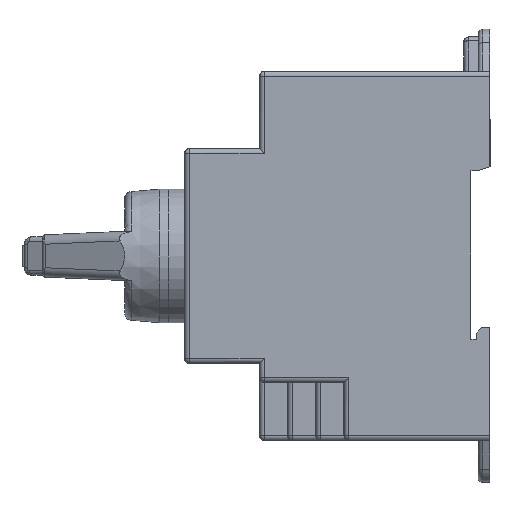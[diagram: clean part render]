
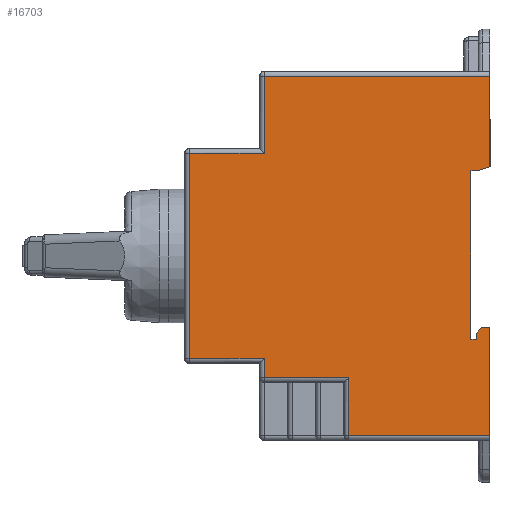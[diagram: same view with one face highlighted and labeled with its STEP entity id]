
A CAD part, left-side view. The second image highlights one B-rep face of the part: STEP entity #16703.
In plain terms, the highlighted planar face has unit normal (-1, 0, 0).
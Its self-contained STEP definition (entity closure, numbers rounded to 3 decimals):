
#175 = CARTESIAN_POINT ( 'NONE',  ( -30.25, 47.3, 37.7 ) ) ;
#229 = ORIENTED_EDGE ( 'NONE', *, *, #7464, .T. ) ;
#239 = VERTEX_POINT ( 'NONE', #4903 ) ;
#291 = CARTESIAN_POINT ( 'NONE',  ( -30.25, 2.9, -17.5 ) ) ;
#300 = DIRECTION ( 'NONE',  ( 0., 1., 0. ) ) ;
#304 = EDGE_CURVE ( 'NONE', #14207, #5930, #9248, .T. ) ;
#316 = DIRECTION ( 'NONE',  ( 0., -1., 0. ) ) ;
#371 = EDGE_CURVE ( 'NONE', #2489, #13598, #3913, .T. ) ;
#555 = DIRECTION ( 'NONE',  ( 0., 0., -1. ) ) ;
#593 = DIRECTION ( 'NONE',  ( 0., 0., -1. ) ) ;
#643 = CARTESIAN_POINT ( 'NONE',  ( -30.25, 4., 22.5 ) ) ;
#738 = VERTEX_POINT ( 'NONE', #15405 ) ;
#903 = VERTEX_POINT ( 'NONE', #16458 ) ;
#1027 = EDGE_LOOP ( 'NONE', ( #5096, #15775, #6897, #6258, #3531, #3093, #3300, #15061, #13738, #9676, #10937, #2976, #11084, #9635, #1828, #229, #13467, #15367 ) ) ;
#1134 = EDGE_CURVE ( 'NONE', #3149, #13598, #15590, .T. ) ;
#1377 = CARTESIAN_POINT ( 'NONE',  ( -30.25, 0., 18.7 ) ) ;
#1510 = EDGE_CURVE ( 'NONE', #16801, #11408, #8755, .T. ) ;
#1568 = LINE ( 'NONE', #5258, #7547 ) ;
#1828 = ORIENTED_EDGE ( 'NONE', *, *, #11465, .T. ) ;
#1871 = CARTESIAN_POINT ( 'NONE',  ( -30.25, 29.6, -25.5 ) ) ;
#1954 = VECTOR ( 'NONE', #4490, 1000. ) ;
#2216 = VERTEX_POINT ( 'NONE', #7783 ) ;
#2477 = VERTEX_POINT ( 'NONE', #7341 ) ;
#2489 = VERTEX_POINT ( 'NONE', #14756 ) ;
#2559 = CARTESIAN_POINT ( 'NONE',  ( -30.25, 29.6, -37.7 ) ) ;
#2592 = LINE ( 'NONE', #9802, #2815 ) ;
#2815 = VECTOR ( 'NONE', #11892, 1000. ) ;
#2976 = ORIENTED_EDGE ( 'NONE', *, *, #304, .T. ) ;
#3069 = CARTESIAN_POINT ( 'NONE',  ( -30.25, 48.3, 17.9 ) ) ;
#3071 = DIRECTION ( 'NONE',  ( 0., 1., 0. ) ) ;
#3093 = ORIENTED_EDGE ( 'NONE', *, *, #7964, .F. ) ;
#3127 = EDGE_CURVE ( 'NONE', #14207, #15417, #11250, .T. ) ;
#3149 = VERTEX_POINT ( 'NONE', #7207 ) ;
#3300 = ORIENTED_EDGE ( 'NONE', *, *, #1510, .F. ) ;
#3430 = VERTEX_POINT ( 'NONE', #1871 ) ;
#3531 = ORIENTED_EDGE ( 'NONE', *, *, #12663, .F. ) ;
#3565 = LINE ( 'NONE', #4484, #1954 ) ;
#3606 = DIRECTION ( 'NONE',  ( 0., -1., 0. ) ) ;
#3913 = LINE ( 'NONE', #10423, #9116 ) ;
#4484 = CARTESIAN_POINT ( 'NONE',  ( -30.25, 48.3, -15. ) ) ;
#4490 = DIRECTION ( 'NONE',  ( 0., -1., 0. ) ) ;
#4587 = VECTOR ( 'NONE', #3071, 1000. ) ;
#4903 = CARTESIAN_POINT ( 'NONE',  ( -30.25, 63., -21.5 ) ) ;
#4968 = EDGE_CURVE ( 'NONE', #8324, #8339, #15224, .T. ) ;
#5096 = ORIENTED_EDGE ( 'NONE', *, *, #16307, .T. ) ;
#5114 = VECTOR ( 'NONE', #6092, 1000. ) ;
#5129 = VECTOR ( 'NONE', #12307, 1000. ) ;
#5258 = CARTESIAN_POINT ( 'NONE',  ( -30.25, 30.6, -25.5 ) ) ;
#5317 = LINE ( 'NONE', #6352, #5114 ) ;
#5467 = VECTOR ( 'NONE', #14893, 1000. ) ;
#5723 = CARTESIAN_POINT ( 'NONE',  ( -30.25, 63., 21.5 ) ) ;
#5930 = VERTEX_POINT ( 'NONE', #175 ) ;
#5948 = CARTESIAN_POINT ( 'NONE',  ( -30.25, 47.3, 21.5 ) ) ;
#5970 = CARTESIAN_POINT ( 'NONE',  ( -30.25, 0., -37.7 ) ) ;
#6092 = DIRECTION ( 'NONE',  ( 0., 0., -1. ) ) ;
#6122 = VECTOR ( 'NONE', #3606, 1000. ) ;
#6258 = ORIENTED_EDGE ( 'NONE', *, *, #10945, .F. ) ;
#6352 = CARTESIAN_POINT ( 'NONE',  ( -30.25, 47.3, -25.5 ) ) ;
#6748 = LINE ( 'NONE', #13351, #7969 ) ;
#6897 = ORIENTED_EDGE ( 'NONE', *, *, #371, .F. ) ;
#7207 = CARTESIAN_POINT ( 'NONE',  ( -30.25, 29.6, -37.7 ) ) ;
#7341 = CARTESIAN_POINT ( 'NONE',  ( -30.25, 2.9, -16.2 ) ) ;
#7436 = CARTESIAN_POINT ( 'NONE',  ( -30.25, 0., 38.7 ) ) ;
#7464 = EDGE_CURVE ( 'NONE', #239, #2216, #9871, .T. ) ;
#7493 = CARTESIAN_POINT ( 'NONE',  ( -30.25, 0., -37.7 ) ) ;
#7547 = VECTOR ( 'NONE', #316, 1000. ) ;
#7578 = DIRECTION ( 'NONE',  ( 0., 0., -1. ) ) ;
#7783 = CARTESIAN_POINT ( 'NONE',  ( -30.25, 47.3, -21.5 ) ) ;
#7878 = VERTEX_POINT ( 'NONE', #9709 ) ;
#7964 = EDGE_CURVE ( 'NONE', #11408, #2477, #14766, .T. ) ;
#7969 = VECTOR ( 'NONE', #13343, 1000. ) ;
#8290 = EDGE_CURVE ( 'NONE', #2216, #738, #5317, .T. ) ;
#8324 = VERTEX_POINT ( 'NONE', #5948 ) ;
#8339 = VERTEX_POINT ( 'NONE', #5723 ) ;
#8461 = DIRECTION ( 'NONE',  ( 0., 1., 0. ) ) ;
#8485 = CARTESIAN_POINT ( 'NONE',  ( -30.25, 63., 21.5 ) ) ;
#8755 = LINE ( 'NONE', #14194, #6122 ) ;
#8826 = DIRECTION ( 'NONE',  ( 0., 0., 1. ) ) ;
#8867 = CARTESIAN_POINT ( 'NONE',  ( -30.25, 2.9, 22.5 ) ) ;
#9116 = VECTOR ( 'NONE', #555, 1000. ) ;
#9248 = LINE ( 'NONE', #14034, #16236 ) ;
#9497 = VERTEX_POINT ( 'NONE', #15643 ) ;
#9635 = ORIENTED_EDGE ( 'NONE', *, *, #4968, .T. ) ;
#9676 = ORIENTED_EDGE ( 'NONE', *, *, #9892, .F. ) ;
#9709 = CARTESIAN_POINT ( 'NONE',  ( -30.25, 1.7, -15. ) ) ;
#9802 = CARTESIAN_POINT ( 'NONE',  ( -30.25, 63., -21.5 ) ) ;
#9871 = LINE ( 'NONE', #13239, #14298 ) ;
#9892 = EDGE_CURVE ( 'NONE', #15417, #9497, #6748, .T. ) ;
#9991 = CARTESIAN_POINT ( 'NONE',  ( -30.25, 4., -17.5 ) ) ;
#10045 = EDGE_CURVE ( 'NONE', #5930, #8324, #15616, .T. ) ;
#10423 = CARTESIAN_POINT ( 'NONE',  ( -30.25, 0., 38.7 ) ) ;
#10937 = ORIENTED_EDGE ( 'NONE', *, *, #3127, .F. ) ;
#10945 = EDGE_CURVE ( 'NONE', #7878, #2489, #3565, .T. ) ;
#10965 = VECTOR ( 'NONE', #11931, 1000. ) ;
#11084 = ORIENTED_EDGE ( 'NONE', *, *, #10045, .T. ) ;
#11214 = VECTOR ( 'NONE', #593, 1000. ) ;
#11250 = LINE ( 'NONE', #7436, #15579 ) ;
#11358 = EDGE_CURVE ( 'NONE', #903, #16801, #15199, .T. ) ;
#11379 = VECTOR ( 'NONE', #8461, 1000. ) ;
#11408 = VERTEX_POINT ( 'NONE', #291 ) ;
#11465 = EDGE_CURVE ( 'NONE', #8339, #239, #2592, .T. ) ;
#11892 = DIRECTION ( 'NONE',  ( 0., 0., -1. ) ) ;
#11931 = DIRECTION ( 'NONE',  ( 0., 0., -1. ) ) ;
#11970 = CARTESIAN_POINT ( 'NONE',  ( -30.25, 47.3, 22.5 ) ) ;
#12307 = DIRECTION ( 'NONE',  ( 0., -0.707, 0.707 ) ) ;
#12610 = LINE ( 'NONE', #3069, #4587 ) ;
#12663 = EDGE_CURVE ( 'NONE', #2477, #7878, #16177, .T. ) ;
#13089 = VECTOR ( 'NONE', #14245, 1000. ) ;
#13114 = CARTESIAN_POINT ( 'NONE',  ( -30.25, 0., 37.7 ) ) ;
#13239 = CARTESIAN_POINT ( 'NONE',  ( -30.25, 48.3, -21.5 ) ) ;
#13242 = EDGE_CURVE ( 'NONE', #738, #3430, #1568, .T. ) ;
#13274 = DIRECTION ( 'NONE',  ( 0., -1., 0. ) ) ;
#13343 = DIRECTION ( 'NONE',  ( 0., 0.949, -0.316 ) ) ;
#13351 = CARTESIAN_POINT ( 'NONE',  ( -30.25, 42.33, 4.59 ) ) ;
#13467 = ORIENTED_EDGE ( 'NONE', *, *, #8290, .T. ) ;
#13598 = VERTEX_POINT ( 'NONE', #7493 ) ;
#13738 = ORIENTED_EDGE ( 'NONE', *, *, #15263, .F. ) ;
#14034 = CARTESIAN_POINT ( 'NONE',  ( -30.25, 47.3, 37.7 ) ) ;
#14194 = CARTESIAN_POINT ( 'NONE',  ( -30.25, 48.3, -17.5 ) ) ;
#14207 = VERTEX_POINT ( 'NONE', #13114 ) ;
#14245 = DIRECTION ( 'NONE',  ( 0., -1., 0. ) ) ;
#14298 = VECTOR ( 'NONE', #13274, 1000. ) ;
#14756 = CARTESIAN_POINT ( 'NONE',  ( -30.25, 0., -15. ) ) ;
#14766 = LINE ( 'NONE', #8867, #16993 ) ;
#14801 = DIRECTION ( 'NONE',  ( 0., 0., 1. ) ) ;
#14862 = DIRECTION ( 'NONE',  ( -1., 0., 0. ) ) ;
#14893 = DIRECTION ( 'NONE',  ( 0., 0., -1. ) ) ;
#14945 = PLANE ( 'NONE',  #16474 ) ;
#14980 = CARTESIAN_POINT ( 'NONE',  ( -30.25, 6.25, -19.55 ) ) ;
#15061 = ORIENTED_EDGE ( 'NONE', *, *, #11358, .F. ) ;
#15199 = LINE ( 'NONE', #643, #11214 ) ;
#15224 = LINE ( 'NONE', #8485, #11379 ) ;
#15245 = CARTESIAN_POINT ( 'NONE',  ( -30.25, 48.3, 22.5 ) ) ;
#15263 = EDGE_CURVE ( 'NONE', #9497, #903, #12610, .T. ) ;
#15367 = ORIENTED_EDGE ( 'NONE', *, *, #13242, .T. ) ;
#15405 = CARTESIAN_POINT ( 'NONE',  ( -30.25, 47.3, -25.5 ) ) ;
#15417 = VERTEX_POINT ( 'NONE', #1377 ) ;
#15466 = LINE ( 'NONE', #2559, #5467 ) ;
#15579 = VECTOR ( 'NONE', #7578, 1000. ) ;
#15590 = LINE ( 'NONE', #5970, #13089 ) ;
#15616 = LINE ( 'NONE', #11970, #10965 ) ;
#15643 = CARTESIAN_POINT ( 'NONE',  ( -30.25, 2.4, 17.9 ) ) ;
#15648 = FACE_OUTER_BOUND ( 'NONE', #1027, .T. ) ;
#15775 = ORIENTED_EDGE ( 'NONE', *, *, #1134, .T. ) ;
#16177 = LINE ( 'NONE', #14980, #5129 ) ;
#16236 = VECTOR ( 'NONE', #300, 1000. ) ;
#16307 = EDGE_CURVE ( 'NONE', #3430, #3149, #15466, .T. ) ;
#16458 = CARTESIAN_POINT ( 'NONE',  ( -30.25, 4., 17.9 ) ) ;
#16474 = AXIS2_PLACEMENT_3D ( 'NONE', #15245, #14862, #14801 ) ;
#16703 = ADVANCED_FACE ( 'NONE', ( #15648 ), #14945, .T. ) ;
#16801 = VERTEX_POINT ( 'NONE', #9991 ) ;
#16993 = VECTOR ( 'NONE', #8826, 1000. ) ;
